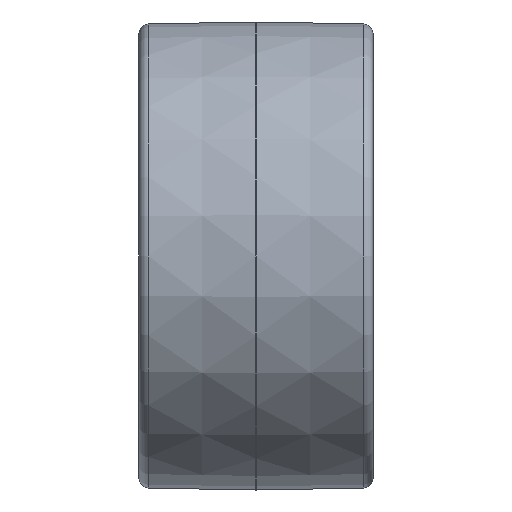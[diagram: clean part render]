
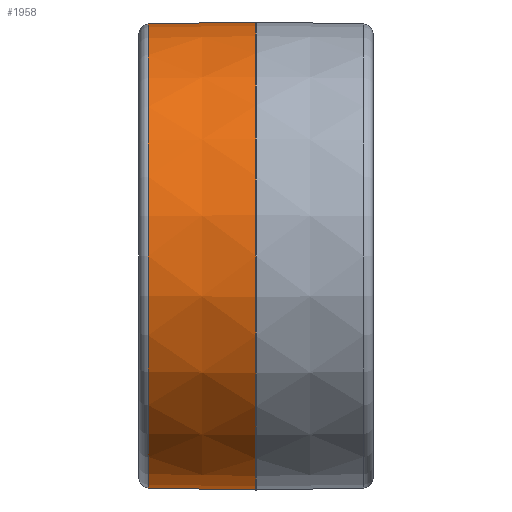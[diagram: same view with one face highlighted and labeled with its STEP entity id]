
A CAD part, left-side view. The second image highlights one B-rep face of the part: STEP entity #1958.
In plain terms, the highlighted conical face has half-angle 1 degrees and reference radius 6.35 mm.
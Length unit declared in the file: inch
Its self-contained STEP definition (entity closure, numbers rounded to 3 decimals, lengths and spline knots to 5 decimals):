
#586 = LINE ( 'NONE', #9008, #1481 ) ;
#831 = DIRECTION ( 'NONE',  ( 0., -1., 0. ) ) ;
#1481 = VECTOR ( 'NONE', #15672, 39.37008 ) ;
#1958 = ADVANCED_FACE ( 'NONE', ( #4215 ), #14825, .T. ) ;
#2037 = ORIENTED_EDGE ( 'NONE', *, *, #3786, .F. ) ;
#2397 = DIRECTION ( 'NONE',  ( 0., 0., -1. ) ) ;
#3589 = CIRCLE ( 'NONE', #7441, 0.24799 ) ;
#3786 = EDGE_CURVE ( 'NONE', #3907, #14342, #6601, .T. ) ;
#3907 = VERTEX_POINT ( 'NONE', #8985 ) ;
#4131 = CARTESIAN_POINT ( 'NONE',  ( 0., 0.00017, -0.25 ) ) ;
#4215 = FACE_OUTER_BOUND ( 'NONE', #5921, .T. ) ;
#4280 = CIRCLE ( 'NONE', #19295, 0.25 ) ;
#5229 = DIRECTION ( 'NONE',  ( 0., 0., -1. ) ) ;
#5549 = DIRECTION ( 'NONE',  ( 0., -1., 0. ) ) ;
#5921 = EDGE_LOOP ( 'NONE', ( #13998, #7614, #2037, #16403 ) ) ;
#6601 = LINE ( 'NONE', #20135, #8123 ) ;
#7200 = CARTESIAN_POINT ( 'NONE',  ( 0., 0.11517, 0. ) ) ;
#7441 = AXIS2_PLACEMENT_3D ( 'NONE', #7200, #5549, #5229 ) ;
#7614 = ORIENTED_EDGE ( 'NONE', *, *, #9693, .T. ) ;
#8123 = VECTOR ( 'NONE', #11493, 39.37008 ) ;
#8985 = CARTESIAN_POINT ( 'NONE',  ( 0., 0.11517, 0.24799 ) ) ;
#9008 = CARTESIAN_POINT ( 'NONE',  ( 0., 0., -0.25 ) ) ;
#9132 = DIRECTION ( 'NONE',  ( 0., 0., 1. ) ) ;
#9693 = EDGE_CURVE ( 'NONE', #10098, #14342, #4280, .T. ) ;
#10098 = VERTEX_POINT ( 'NONE', #4131 ) ;
#10992 = CARTESIAN_POINT ( 'NONE',  ( 0., 0., 0. ) ) ;
#11493 = DIRECTION ( 'NONE',  ( 0., -1., 0.017 ) ) ;
#13799 = EDGE_CURVE ( 'NONE', #21110, #10098, #586, .T. ) ;
#13998 = ORIENTED_EDGE ( 'NONE', *, *, #13799, .T. ) ;
#14342 = VERTEX_POINT ( 'NONE', #14655 ) ;
#14655 = CARTESIAN_POINT ( 'NONE',  ( 0., 0.00017, 0.25 ) ) ;
#14825 = CONICAL_SURFACE ( 'NONE', #15529, 0.25, 0.017 ) ;
#15529 = AXIS2_PLACEMENT_3D ( 'NONE', #10992, #831, #9132 ) ;
#15672 = DIRECTION ( 'NONE',  ( 0., -1., -0.017 ) ) ;
#15886 = CARTESIAN_POINT ( 'NONE',  ( 0., 0.11517, -0.24799 ) ) ;
#16403 = ORIENTED_EDGE ( 'NONE', *, *, #21424, .T. ) ;
#17475 = DIRECTION ( 'NONE',  ( 0., 1., 0. ) ) ;
#19295 = AXIS2_PLACEMENT_3D ( 'NONE', #20967, #17475, #2397 ) ;
#20135 = CARTESIAN_POINT ( 'NONE',  ( 0., 0., 0.25 ) ) ;
#20967 = CARTESIAN_POINT ( 'NONE',  ( 0., 0.00017, 0. ) ) ;
#21110 = VERTEX_POINT ( 'NONE', #15886 ) ;
#21424 = EDGE_CURVE ( 'NONE', #3907, #21110, #3589, .T. ) ;
